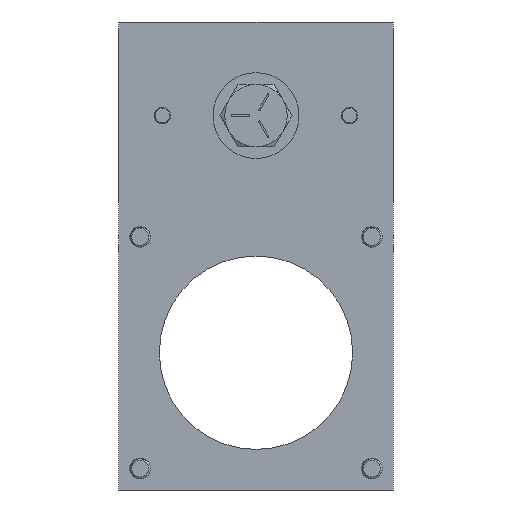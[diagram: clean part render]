
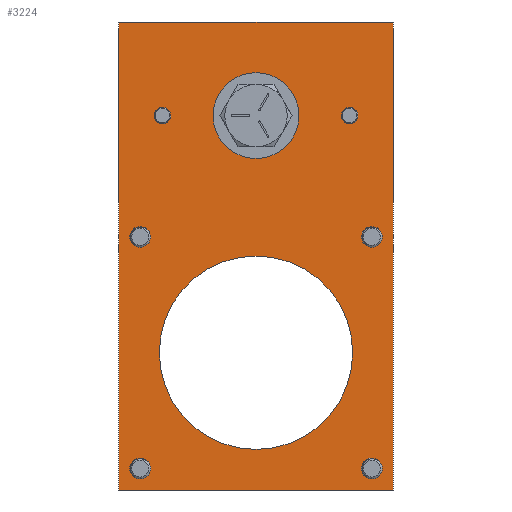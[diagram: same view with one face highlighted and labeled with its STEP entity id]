
A CAD part, front view. The second image highlights one B-rep face of the part: STEP entity #3224.
In plain terms, the highlighted planar face has unit normal (0, -1, 0).
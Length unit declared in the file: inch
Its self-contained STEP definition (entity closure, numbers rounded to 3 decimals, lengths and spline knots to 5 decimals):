
#312=FACE_BOUND('',#614,.T.);
#313=FACE_BOUND('',#615,.T.);
#314=FACE_BOUND('',#616,.T.);
#315=FACE_BOUND('',#617,.T.);
#316=FACE_BOUND('',#618,.T.);
#317=FACE_BOUND('',#619,.T.);
#318=FACE_BOUND('',#620,.T.);
#319=FACE_BOUND('',#621,.T.);
#344=PLANE('',#3509);
#411=FACE_OUTER_BOUND('',#613,.T.);
#613=EDGE_LOOP('',(#2187,#2188,#2189,#2190));
#614=EDGE_LOOP('',(#2191));
#615=EDGE_LOOP('',(#2192));
#616=EDGE_LOOP('',(#2193));
#617=EDGE_LOOP('',(#2194));
#618=EDGE_LOOP('',(#2195));
#619=EDGE_LOOP('',(#2196));
#620=EDGE_LOOP('',(#2197));
#621=EDGE_LOOP('',(#2198));
#829=LINE('',#4650,#1024);
#833=LINE('',#4658,#1028);
#836=LINE('',#4664,#1031);
#839=LINE('',#4669,#1034);
#1024=VECTOR('',#3848,0.3937);
#1028=VECTOR('',#3854,0.3937);
#1031=VECTOR('',#3859,0.3937);
#1034=VECTOR('',#3864,0.3937);
#1212=CIRCLE('',#3482,0.06725);
#1214=CIRCLE('',#3485,0.15625);
#1216=CIRCLE('',#3488,0.08335);
#1218=CIRCLE('',#3491,0.775);
#1220=CIRCLE('',#3494,0.08335);
#1222=CIRCLE('',#3497,0.06725);
#1224=CIRCLE('',#3500,0.08335);
#1226=CIRCLE('',#3503,0.08335);
#1315=VERTEX_POINT('',#4602);
#1317=VERTEX_POINT('',#4608);
#1319=VERTEX_POINT('',#4614);
#1321=VERTEX_POINT('',#4620);
#1323=VERTEX_POINT('',#4626);
#1325=VERTEX_POINT('',#4632);
#1327=VERTEX_POINT('',#4638);
#1329=VERTEX_POINT('',#4644);
#1330=VERTEX_POINT('',#4648);
#1331=VERTEX_POINT('',#4649);
#1334=VERTEX_POINT('',#4657);
#1336=VERTEX_POINT('',#4663);
#1637=EDGE_CURVE('',#1315,#1315,#1212,.F.);
#1640=EDGE_CURVE('',#1317,#1317,#1214,.T.);
#1643=EDGE_CURVE('',#1319,#1319,#1216,.F.);
#1646=EDGE_CURVE('',#1321,#1321,#1218,.T.);
#1649=EDGE_CURVE('',#1323,#1323,#1220,.F.);
#1652=EDGE_CURVE('',#1325,#1325,#1222,.F.);
#1655=EDGE_CURVE('',#1327,#1327,#1224,.F.);
#1658=EDGE_CURVE('',#1329,#1329,#1226,.F.);
#1659=EDGE_CURVE('',#1330,#1331,#829,.T.);
#1663=EDGE_CURVE('',#1331,#1334,#833,.T.);
#1666=EDGE_CURVE('',#1334,#1336,#836,.T.);
#1669=EDGE_CURVE('',#1336,#1330,#839,.T.);
#2187=ORIENTED_EDGE('',*,*,#1669,.T.);
#2188=ORIENTED_EDGE('',*,*,#1659,.T.);
#2189=ORIENTED_EDGE('',*,*,#1663,.T.);
#2190=ORIENTED_EDGE('',*,*,#1666,.T.);
#2191=ORIENTED_EDGE('',*,*,#1658,.F.);
#2192=ORIENTED_EDGE('',*,*,#1655,.F.);
#2193=ORIENTED_EDGE('',*,*,#1652,.F.);
#2194=ORIENTED_EDGE('',*,*,#1649,.F.);
#2195=ORIENTED_EDGE('',*,*,#1646,.F.);
#2196=ORIENTED_EDGE('',*,*,#1643,.F.);
#2197=ORIENTED_EDGE('',*,*,#1640,.F.);
#2198=ORIENTED_EDGE('',*,*,#1637,.F.);
#3224=ADVANCED_FACE('',(#411,#312,#313,#314,#315,#316,#317,#318,#319),#344,
 .F.);
#3482=AXIS2_PLACEMENT_3D('',#4604,#3795,#3796);
#3485=AXIS2_PLACEMENT_3D('',#4610,#3802,#3803);
#3488=AXIS2_PLACEMENT_3D('',#4616,#3809,#3810);
#3491=AXIS2_PLACEMENT_3D('',#4622,#3816,#3817);
#3494=AXIS2_PLACEMENT_3D('',#4628,#3823,#3824);
#3497=AXIS2_PLACEMENT_3D('',#4634,#3830,#3831);
#3500=AXIS2_PLACEMENT_3D('',#4640,#3837,#3838);
#3503=AXIS2_PLACEMENT_3D('',#4646,#3844,#3845);
#3509=AXIS2_PLACEMENT_3D('',#4672,#3868,#3869);
#3795=DIRECTION('center_axis',(0.,1.,0.));
#3796=DIRECTION('ref_axis',(1.,0.,0.));
#3802=DIRECTION('center_axis',(0.,-1.,0.));
#3803=DIRECTION('ref_axis',(1.,0.,0.));
#3809=DIRECTION('center_axis',(0.,1.,0.));
#3810=DIRECTION('ref_axis',(1.,0.,0.));
#3816=DIRECTION('center_axis',(0.,-1.,0.));
#3817=DIRECTION('ref_axis',(1.,0.,0.));
#3823=DIRECTION('center_axis',(0.,1.,0.));
#3824=DIRECTION('ref_axis',(1.,0.,0.));
#3830=DIRECTION('center_axis',(0.,1.,0.));
#3831=DIRECTION('ref_axis',(1.,0.,0.));
#3837=DIRECTION('center_axis',(0.,1.,0.));
#3838=DIRECTION('ref_axis',(1.,0.,0.));
#3844=DIRECTION('center_axis',(0.,1.,0.));
#3845=DIRECTION('ref_axis',(1.,0.,0.));
#3848=DIRECTION('',(0.,0.,-1.));
#3854=DIRECTION('',(1.,0.,0.));
#3859=DIRECTION('',(0.,0.,1.));
#3864=DIRECTION('',(-1.,0.,0.));
#3868=DIRECTION('center_axis',(0.,1.,0.));
#3869=DIRECTION('ref_axis',(1.,0.,0.));
#4602=CARTESIAN_POINT('',(1.78275,0.,3.));
#4604=CARTESIAN_POINT('Origin',(1.85,0.,3.));
#4608=CARTESIAN_POINT('',(0.94375,0.,3.));
#4610=CARTESIAN_POINT('Origin',(1.1,0.,3.));
#4614=CARTESIAN_POINT('',(1.94461,0.,2.02795));
#4616=CARTESIAN_POINT('Origin',(2.02795,0.,2.02795));
#4620=CARTESIAN_POINT('',(0.325,0.,1.1));
#4622=CARTESIAN_POINT('Origin',(1.1,0.,1.1));
#4626=CARTESIAN_POINT('',(1.94461,0.,0.17205));
#4628=CARTESIAN_POINT('Origin',(2.02795,0.,0.17205));
#4632=CARTESIAN_POINT('',(0.28275,0.,3.));
#4634=CARTESIAN_POINT('Origin',(0.35,0.,3.));
#4638=CARTESIAN_POINT('',(0.0887,0.,0.17205));
#4640=CARTESIAN_POINT('Origin',(0.17205,0.,0.17205));
#4644=CARTESIAN_POINT('',(0.0887,0.,2.02795));
#4646=CARTESIAN_POINT('Origin',(0.17205,0.,2.02795));
#4648=CARTESIAN_POINT('',(0.,0.,3.75));
#4649=CARTESIAN_POINT('',(0.,0.,0.));
#4650=CARTESIAN_POINT('',(0.,0.,3.75));
#4657=CARTESIAN_POINT('',(2.2,0.,0.));
#4658=CARTESIAN_POINT('',(0.,0.,0.));
#4663=CARTESIAN_POINT('',(2.2,0.,3.75));
#4664=CARTESIAN_POINT('',(2.2,0.,0.));
#4669=CARTESIAN_POINT('',(2.2,0.,3.75));
#4672=CARTESIAN_POINT('Origin',(1.1,0.,1.875));
